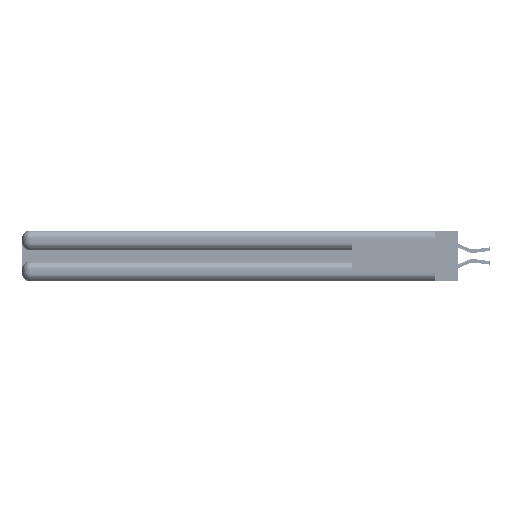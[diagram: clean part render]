
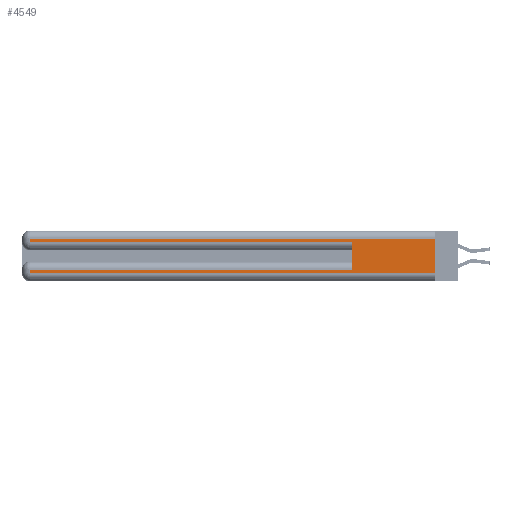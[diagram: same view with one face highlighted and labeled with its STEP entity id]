
A CAD part, left-side view. The second image highlights one B-rep face of the part: STEP entity #4549.
In plain terms, the highlighted planar face has unit normal (-1, 0, 0).
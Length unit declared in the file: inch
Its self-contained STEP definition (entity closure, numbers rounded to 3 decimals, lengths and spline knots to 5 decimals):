
#655 = LINE ( 'NONE', #48097, #10530 ) ;
#775 = CARTESIAN_POINT ( 'NONE',  ( 0., 2.94, 0.31 ) ) ;
#2421 = ORIENTED_EDGE ( 'NONE', *, *, #44792, .T. ) ;
#2783 = DIRECTION ( 'NONE',  ( 1., 0., 0. ) ) ;
#3379 = LINE ( 'NONE', #7458, #23025 ) ;
#3462 = EDGE_CURVE ( 'NONE', #16565, #41090, #27347, .T. ) ;
#4351 = DIRECTION ( 'NONE',  ( 0., -1., 0. ) ) ;
#4549 = ADVANCED_FACE ( 'NONE', ( #44609 ), #27771, .F. ) ;
#5523 = EDGE_CURVE ( 'NONE', #26732, #30253, #44508, .T. ) ;
#5546 = CARTESIAN_POINT ( 'NONE',  ( 0., 0.6, 0.145 ) ) ;
#5733 = DIRECTION ( 'NONE',  ( 0., 0., 1. ) ) ;
#7458 = CARTESIAN_POINT ( 'NONE',  ( 0., 0., 0.06 ) ) ;
#7753 = CARTESIAN_POINT ( 'NONE',  ( 0., 2.94, 0.085 ) ) ;
#7882 = CARTESIAN_POINT ( 'NONE',  ( 0., 0.6, 0.085 ) ) ;
#8477 = CARTESIAN_POINT ( 'NONE',  ( 0., 2.94, 0.37 ) ) ;
#8694 = CARTESIAN_POINT ( 'NONE',  ( 0., 0., 0.31 ) ) ;
#9847 = ORIENTED_EDGE ( 'NONE', *, *, #27791, .T. ) ;
#9851 = EDGE_CURVE ( 'NONE', #53480, #41090, #3379, .T. ) ;
#10062 = CARTESIAN_POINT ( 'NONE',  ( 0., 0., 0.06 ) ) ;
#10530 = VECTOR ( 'NONE', #43954, 39.37008 ) ;
#11007 = DIRECTION ( 'NONE',  ( 0., 0., -1. ) ) ;
#13934 = ORIENTED_EDGE ( 'NONE', *, *, #14653, .F. ) ;
#14653 = EDGE_CURVE ( 'NONE', #46909, #31175, #53345, .T. ) ;
#15699 = CARTESIAN_POINT ( 'NONE',  ( 0., 0., 0.37 ) ) ;
#16565 = VERTEX_POINT ( 'NONE', #26327 ) ;
#16620 = DIRECTION ( 'NONE',  ( 0., 0., -1. ) ) ;
#17142 = EDGE_LOOP ( 'NONE', ( #29524, #32468, #41429, #51671, #13934, #2421, #9847, #21048 ) ) ;
#17461 = AXIS2_PLACEMENT_3D ( 'NONE', #39917, #2783, #31907 ) ;
#18257 = VECTOR ( 'NONE', #4351, 39.37008 ) ;
#19826 = DIRECTION ( 'NONE',  ( 0., -1., 0. ) ) ;
#21048 = ORIENTED_EDGE ( 'NONE', *, *, #9851, .T. ) ;
#21242 = CARTESIAN_POINT ( 'NONE',  ( 0., 0.6, 0.285 ) ) ;
#22729 = VECTOR ( 'NONE', #16620, 39.37008 ) ;
#23025 = VECTOR ( 'NONE', #19826, 39.37008 ) ;
#23699 = DIRECTION ( 'NONE',  ( 0., 0., -1. ) ) ;
#26327 = CARTESIAN_POINT ( 'NONE',  ( 0., 0., 0.31 ) ) ;
#26732 = VERTEX_POINT ( 'NONE', #775 ) ;
#27347 = LINE ( 'NONE', #15699, #28629 ) ;
#27640 = VECTOR ( 'NONE', #29357, 39.37008 ) ;
#27771 = PLANE ( 'NONE',  #17461 ) ;
#27791 = EDGE_CURVE ( 'NONE', #31126, #53480, #38209, .T. ) ;
#28629 = VECTOR ( 'NONE', #11007, 39.37008 ) ;
#28981 = VECTOR ( 'NONE', #5733, 39.37008 ) ;
#29318 = CARTESIAN_POINT ( 'NONE',  ( 0., 0., 0.285 ) ) ;
#29357 = DIRECTION ( 'NONE',  ( 0., 1., 0. ) ) ;
#29524 = ORIENTED_EDGE ( 'NONE', *, *, #3462, .F. ) ;
#30253 = VERTEX_POINT ( 'NONE', #47885 ) ;
#31126 = VERTEX_POINT ( 'NONE', #7753 ) ;
#31140 = EDGE_CURVE ( 'NONE', #16565, #26732, #38521, .T. ) ;
#31175 = VERTEX_POINT ( 'NONE', #21242 ) ;
#31907 = DIRECTION ( 'NONE',  ( 0., 0., -1. ) ) ;
#32468 = ORIENTED_EDGE ( 'NONE', *, *, #31140, .T. ) ;
#38209 = LINE ( 'NONE', #44111, #43975 ) ;
#38521 = LINE ( 'NONE', #8694, #27640 ) ;
#39917 = CARTESIAN_POINT ( 'NONE',  ( 0., 0., 0.37 ) ) ;
#40112 = LINE ( 'NONE', #29318, #18257 ) ;
#41090 = VERTEX_POINT ( 'NONE', #10062 ) ;
#41429 = ORIENTED_EDGE ( 'NONE', *, *, #5523, .T. ) ;
#43954 = DIRECTION ( 'NONE',  ( 0., 1., 0. ) ) ;
#43975 = VECTOR ( 'NONE', #23699, 39.37008 ) ;
#44111 = CARTESIAN_POINT ( 'NONE',  ( 0., 2.94, 0.37 ) ) ;
#44508 = LINE ( 'NONE', #8477, #22729 ) ;
#44609 = FACE_OUTER_BOUND ( 'NONE', #17142, .T. ) ;
#44792 = EDGE_CURVE ( 'NONE', #46909, #31126, #655, .T. ) ;
#46909 = VERTEX_POINT ( 'NONE', #7882 ) ;
#47885 = CARTESIAN_POINT ( 'NONE',  ( 0., 2.94, 0.285 ) ) ;
#48097 = CARTESIAN_POINT ( 'NONE',  ( 0., 0., 0.085 ) ) ;
#49068 = EDGE_CURVE ( 'NONE', #30253, #31175, #40112, .T. ) ;
#49670 = CARTESIAN_POINT ( 'NONE',  ( 0., 2.94, 0.06 ) ) ;
#51671 = ORIENTED_EDGE ( 'NONE', *, *, #49068, .T. ) ;
#53345 = LINE ( 'NONE', #5546, #28981 ) ;
#53480 = VERTEX_POINT ( 'NONE', #49670 ) ;
